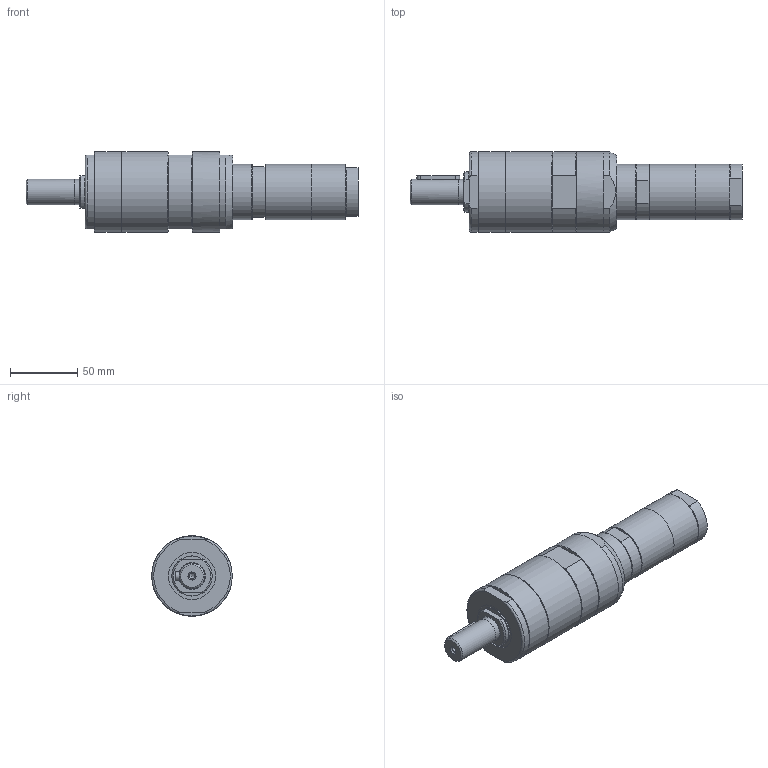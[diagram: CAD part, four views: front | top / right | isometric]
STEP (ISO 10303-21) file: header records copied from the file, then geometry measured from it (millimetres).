
FILE_DESCRIPTION(/* description */ (''),/* implementation_level */ '2;1');
FILE_NAME(/* name */ 'MUD 23-70_60008887.stp',/* time_stamp */ '2018-10-10T17:41:03+02:00',/* author */ ('flambert'),/* organization */ (''),/* preprocessor_version */ 'ST-DEVELOPER v17',/* originating_system */ 'Autodesk Inventor 2018',/* authorisation */ '');
FILE_SCHEMA (('AUTOMOTIVE_DESIGN { 1 0 10303 214 3 1 1 }'));
Length unit declared in the file: millimetre
Products named in the file (1): MUD 23-70_60008887
Bounding box: 247.5 x 60 x 60 mm (x, y, z)
Volume: 442330.4 mm3; surface area: 45947.7 mm2
Topology: 1 solids, 50 shells, 474 faces, 1053 edges, 699 vertices
Faces by surface type: cylinder 226, plane 202, cone 34, bspline 7, torus 3, sphere 2
Full cylindrical faces by diameter (mm): 1.55 x2, 3.6 x1, 4 x1, 4.134 x1, 5 x1, 5.5 x1, 11.445 x3, 18.8 x1, 19 x1, 29.95 x1, 35 x1, 41.5 x3, 42 x1, 55.178 x1, 55.376 x1, 60 x3
Entity records: 13847 total; most frequent: CARTESIAN_POINT 2565, DIRECTION 2469, ORIENTED_EDGE 2104, EDGE_CURVE 1052, AXIS2_PLACEMENT_3D 1009, VERTEX_POINT 699, CIRCLE 541, EDGE_LOOP 497
